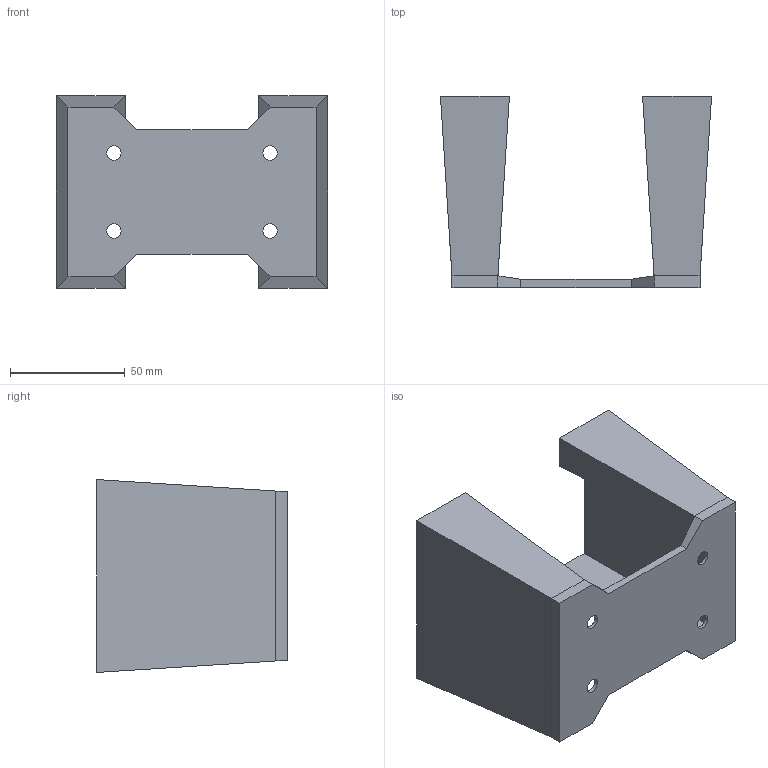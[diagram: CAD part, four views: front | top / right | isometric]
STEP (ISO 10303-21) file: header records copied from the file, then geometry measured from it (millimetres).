
FILE_DESCRIPTION(/* description */ (''),/* implementation_level */ '2;1');
FILE_NAME(/* name */ 'board center pillar.step',/* time_stamp */ '2025-08-01T15:34:42-07:00',/* author */ (''),/* organization */ (''),/* preprocessor_version */ 'ST-DEVELOPER v20.1',/* originating_system */ 'Autodesk Translation Framework v14.10.0.0',/* authorisation */ '');
FILE_SCHEMA (('AUTOMOTIVE_DESIGN { 1 0 10303 214 3 1 1 }'));
Length unit declared in the file: millimetre
Products named in the file (1): board center pillar
Bounding box: 118 x 83.06 x 84 mm (x, y, z)
Volume: 230042.3 mm3; surface area: 53750.1 mm2
Topology: 1 solids, 1 shells, 48 faces, 110 edges, 68 vertices
Faces by surface type: plane 36, cylinder 8, bspline 4
Full cylindrical faces by diameter (mm): 6.25 x4, 12 x4
Entity records: 1419 total; most frequent: CARTESIAN_POINT 287, ORIENTED_EDGE 220, DIRECTION 216, EDGE_CURVE 110, LINE 94, VECTOR 94, VERTEX_POINT 68, AXIS2_PLACEMENT_3D 61
